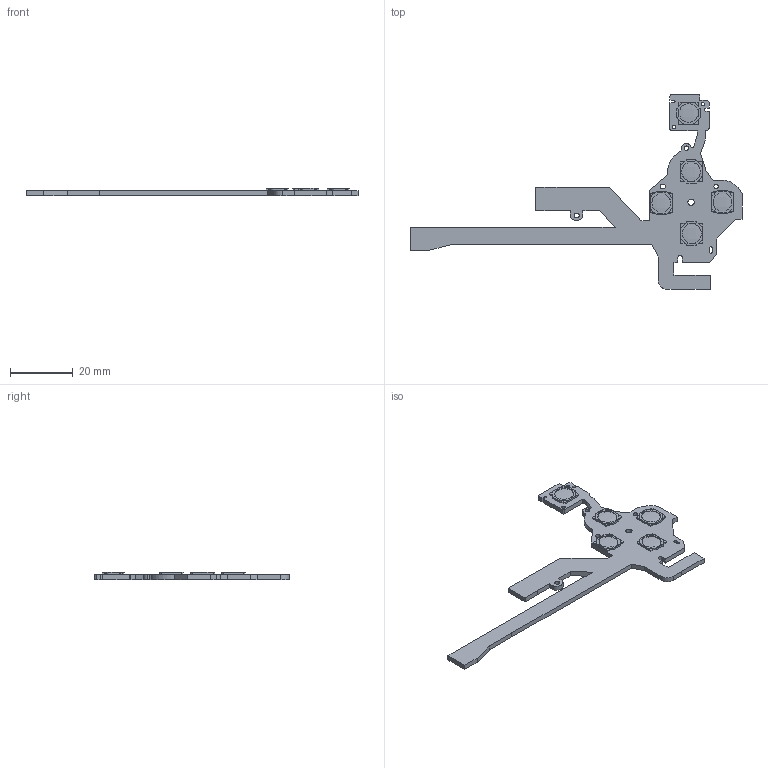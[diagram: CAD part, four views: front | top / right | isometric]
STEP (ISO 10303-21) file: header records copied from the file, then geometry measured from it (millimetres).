
FILE_DESCRIPTION(('KiCad electronic assembly'),'2;1');
FILE_NAME('right.step','2024-10-10T09:12:23',('Pcbnew'),('Kicad'), 'Open CASCADE STEP processor 7.8','KiCad to STEP converter','Unknown' );
FILE_SCHEMA(('AUTOMOTIVE_DESIGN { 1 0 10303 214 1 1 1 1 }'));
Length unit declared in the file: millimetre
Products named in the file (4): right 1; KEY-SMD_4P-L7.5-W7.0-P6.00-LS5.0; KEY-SMD_4P-L7.5-W7.0-H0.6-P5.0; right_PCB
Assembly tree (7 placements, depth 3):
  right 1
    KEY-SMD_4P-L7.5-W7.0-P6.00-LS5.0  x5
      KEY-SMD_4P-L7.5-W7.0-H0.6-P5.0
    right_PCB
Bounding box: 105.93 x 62 x 2.25 mm (x, y, z)
Volume: 2860.7 mm3; surface area: 4780.1 mm2
Topology: 6 solids, 6 shells, 1864 faces, 5131 edges, 3414 vertices
Faces by surface type: plane 1190, bspline 565, cylinder 109
Full cylindrical faces by diameter (mm): 1.118 x2, 1.392 x1, 1.414 x1, 1.581 x2, 2 x1
Entity records: 17864 total; most frequent: CARTESIAN_POINT 4868, ORIENTED_EDGE 2494, DIRECTION 1769, EDGE_CURVE 1247, LINE 939, VECTOR 939, VERTEX_POINT 830, FACE_BOUND 491
